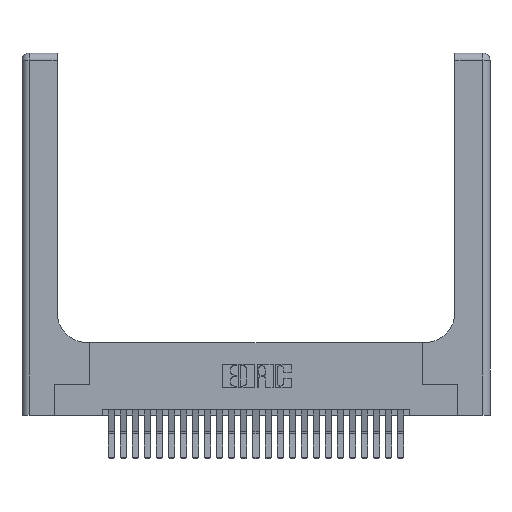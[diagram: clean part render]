
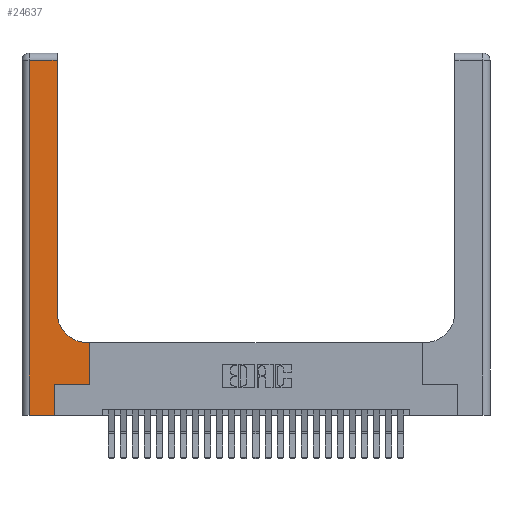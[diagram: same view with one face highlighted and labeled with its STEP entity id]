
A CAD part, top view. The second image highlights one B-rep face of the part: STEP entity #24637.
In plain terms, the highlighted planar face has unit normal (0, 0, 1).
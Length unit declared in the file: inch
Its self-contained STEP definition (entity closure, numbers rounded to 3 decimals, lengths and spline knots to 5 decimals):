
#386 = PLANE ( 'NONE',  #10019 ) ;
#1204 = EDGE_CURVE ( 'NONE', #5230, #12377, #11510, .T. ) ;
#1513 = CARTESIAN_POINT ( 'NONE',  ( 0., 0., 0.37 ) ) ;
#1710 = VECTOR ( 'NONE', #21975, 39.37008 ) ;
#3125 = VECTOR ( 'NONE', #5653, 39.37008 ) ;
#4475 = LINE ( 'NONE', #15203, #3125 ) ;
#4695 = DIRECTION ( 'NONE',  ( -1., 0., 0. ) ) ;
#5230 = VERTEX_POINT ( 'NONE', #20373 ) ;
#5497 = DIRECTION ( 'NONE',  ( 0., 0., -1. ) ) ;
#5653 = DIRECTION ( 'NONE',  ( 0., 1., 0. ) ) ;
#5777 = LINE ( 'NONE', #9531, #21866 ) ;
#6724 = ORIENTED_EDGE ( 'NONE', *, *, #18808, .T. ) ;
#6931 = VECTOR ( 'NONE', #15608, 39.37008 ) ;
#7060 = VERTEX_POINT ( 'NONE', #25356 ) ;
#7077 = VECTOR ( 'NONE', #24863, 39.37008 ) ;
#7334 = CARTESIAN_POINT ( 'NONE',  ( 0., 2.94, 0.37 ) ) ;
#7719 = ORIENTED_EDGE ( 'NONE', *, *, #19220, .T. ) ;
#8015 = DIRECTION ( 'NONE',  ( 1., 0., 0. ) ) ;
#8105 = CARTESIAN_POINT ( 'NONE',  ( 0.269, 0.25, 0.37 ) ) ;
#8144 = EDGE_LOOP ( 'NONE', ( #26602, #14607, #10311, #12958, #19184, #17544, #7719, #18865, #6724 ) ) ;
#9531 = CARTESIAN_POINT ( 'NONE',  ( 0.06, 3., 0.37 ) ) ;
#9545 = VERTEX_POINT ( 'NONE', #17990 ) ;
#10019 = AXIS2_PLACEMENT_3D ( 'NONE', #15204, #17279, #4695 ) ;
#10311 = ORIENTED_EDGE ( 'NONE', *, *, #22458, .T. ) ;
#10705 = CARTESIAN_POINT ( 'NONE',  ( 0.269, 0.25, 0.37 ) ) ;
#10917 = VECTOR ( 'NONE', #24583, 39.37008 ) ;
#11510 = LINE ( 'NONE', #21438, #21989 ) ;
#11577 = LINE ( 'NONE', #1513, #10917 ) ;
#11736 = VERTEX_POINT ( 'NONE', #10705 ) ;
#12377 = VERTEX_POINT ( 'NONE', #14864 ) ;
#12547 = CIRCLE ( 'NONE', #14195, 0.25 ) ;
#12958 = ORIENTED_EDGE ( 'NONE', *, *, #18252, .T. ) ;
#13415 = EDGE_CURVE ( 'NONE', #11736, #7060, #14137, .T. ) ;
#13474 = VECTOR ( 'NONE', #8015, 39.37008 ) ;
#13514 = CARTESIAN_POINT ( 'NONE',  ( 0.5585, 0.25, 0.37 ) ) ;
#14137 = LINE ( 'NONE', #8105, #13474 ) ;
#14195 = AXIS2_PLACEMENT_3D ( 'NONE', #18094, #5497, #20178 ) ;
#14607 = ORIENTED_EDGE ( 'NONE', *, *, #26614, .T. ) ;
#14864 = CARTESIAN_POINT ( 'NONE',  ( 0.5415, 0.6, 0.37 ) ) ;
#14990 = EDGE_CURVE ( 'NONE', #9545, #22820, #4475, .T. ) ;
#15203 = CARTESIAN_POINT ( 'NONE',  ( 0.2915, 3., 0.37 ) ) ;
#15204 = CARTESIAN_POINT ( 'NONE',  ( 0., 3., 0.37 ) ) ;
#15248 = DIRECTION ( 'NONE',  ( -1., 0., 0. ) ) ;
#15608 = DIRECTION ( 'NONE',  ( 0., 1., 0. ) ) ;
#15777 = EDGE_CURVE ( 'NONE', #26166, #11736, #18238, .T. ) ;
#16464 = CARTESIAN_POINT ( 'NONE',  ( 0.269, 0., 0.37 ) ) ;
#17279 = DIRECTION ( 'NONE',  ( 0., 0., -1. ) ) ;
#17544 = ORIENTED_EDGE ( 'NONE', *, *, #13415, .T. ) ;
#17875 = LINE ( 'NONE', #7334, #1710 ) ;
#17990 = CARTESIAN_POINT ( 'NONE',  ( 0.2915, 0.85, 0.37 ) ) ;
#18094 = CARTESIAN_POINT ( 'NONE',  ( 0.5415, 0.85, 0.37 ) ) ;
#18102 = LINE ( 'NONE', #13514, #6931 ) ;
#18238 = LINE ( 'NONE', #22762, #7077 ) ;
#18252 = EDGE_CURVE ( 'NONE', #25101, #26166, #11577, .T. ) ;
#18808 = EDGE_CURVE ( 'NONE', #12377, #9545, #12547, .T. ) ;
#18865 = ORIENTED_EDGE ( 'NONE', *, *, #1204, .T. ) ;
#19142 = VERTEX_POINT ( 'NONE', #23646 ) ;
#19184 = ORIENTED_EDGE ( 'NONE', *, *, #15777, .T. ) ;
#19220 = EDGE_CURVE ( 'NONE', #7060, #5230, #18102, .T. ) ;
#20178 = DIRECTION ( 'NONE',  ( 1., 0., 0. ) ) ;
#20373 = CARTESIAN_POINT ( 'NONE',  ( 0.5585, 0.6, 0.37 ) ) ;
#21438 = CARTESIAN_POINT ( 'NONE',  ( 0.2915, 0.6, 0.37 ) ) ;
#21866 = VECTOR ( 'NONE', #26224, 39.37008 ) ;
#21975 = DIRECTION ( 'NONE',  ( -1., 0., 0. ) ) ;
#21989 = VECTOR ( 'NONE', #15248, 39.37008 ) ;
#22458 = EDGE_CURVE ( 'NONE', #19142, #25101, #5777, .T. ) ;
#22762 = CARTESIAN_POINT ( 'NONE',  ( 0.269, 0., 0.37 ) ) ;
#22820 = VERTEX_POINT ( 'NONE', #23229 ) ;
#23229 = CARTESIAN_POINT ( 'NONE',  ( 0.2915, 2.94, 0.37 ) ) ;
#23646 = CARTESIAN_POINT ( 'NONE',  ( 0.06, 2.94, 0.37 ) ) ;
#24583 = DIRECTION ( 'NONE',  ( 1., 0., 0. ) ) ;
#24637 = ADVANCED_FACE ( 'NONE', ( #26277 ), #386, .F. ) ;
#24863 = DIRECTION ( 'NONE',  ( 0., 1., 0. ) ) ;
#25101 = VERTEX_POINT ( 'NONE', #25352 ) ;
#25352 = CARTESIAN_POINT ( 'NONE',  ( 0.06, 0., 0.37 ) ) ;
#25356 = CARTESIAN_POINT ( 'NONE',  ( 0.5585, 0.25, 0.37 ) ) ;
#26166 = VERTEX_POINT ( 'NONE', #16464 ) ;
#26224 = DIRECTION ( 'NONE',  ( 0., -1., 0. ) ) ;
#26277 = FACE_OUTER_BOUND ( 'NONE', #8144, .T. ) ;
#26602 = ORIENTED_EDGE ( 'NONE', *, *, #14990, .T. ) ;
#26614 = EDGE_CURVE ( 'NONE', #22820, #19142, #17875, .T. ) ;
